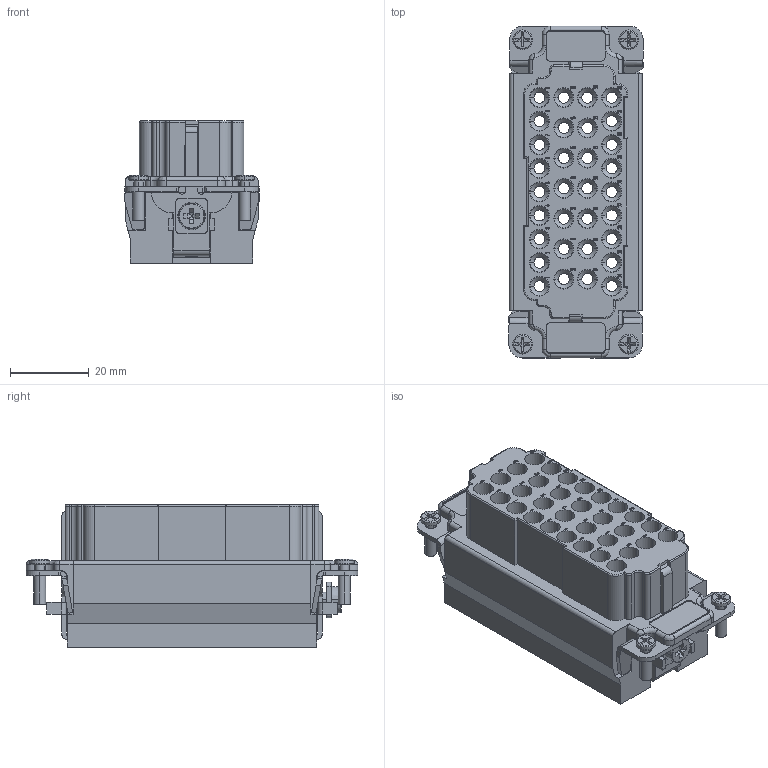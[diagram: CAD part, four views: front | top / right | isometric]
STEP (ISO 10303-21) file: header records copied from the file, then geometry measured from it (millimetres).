
FILE_DESCRIPTION((''),'2;1');
FILE_NAME('BOTTOM32','2017-08-10T',('tl.yang'),(''),'PRO/ENGINEER BY PARAMETRIC TECHNOLOGY CORPORATION, 2011500','PRO/ENGINEER BY PARAMETRIC TECHNOLOGY CORPORATION, 2011500','');
FILE_SCHEMA(('CONFIG_CONTROL_DESIGN'));
Products named in the file (1): BOTTOM32
Bounding box: 34.2 x 84.5 x 36.2 mm (x, y, z)
Volume: 48679.5 mm3; surface area: 34218 mm2
Topology: 1 solids, 5 shells, 4693 faces, 13178 edges, 8756 vertices
Faces by surface type: plane 4076, cylinder 474, cone 82, bspline 37, torus 24
Entity records: 150267 total; most frequent: CARTESIAN_POINT 28046, ORIENTED_EDGE 26356, DIRECTION 23508, EDGE_CURVE 13178, VECTOR 11962, LINE 11962, VERTEX_POINT 8756, AXIS2_PLACEMENT_3D 5773
